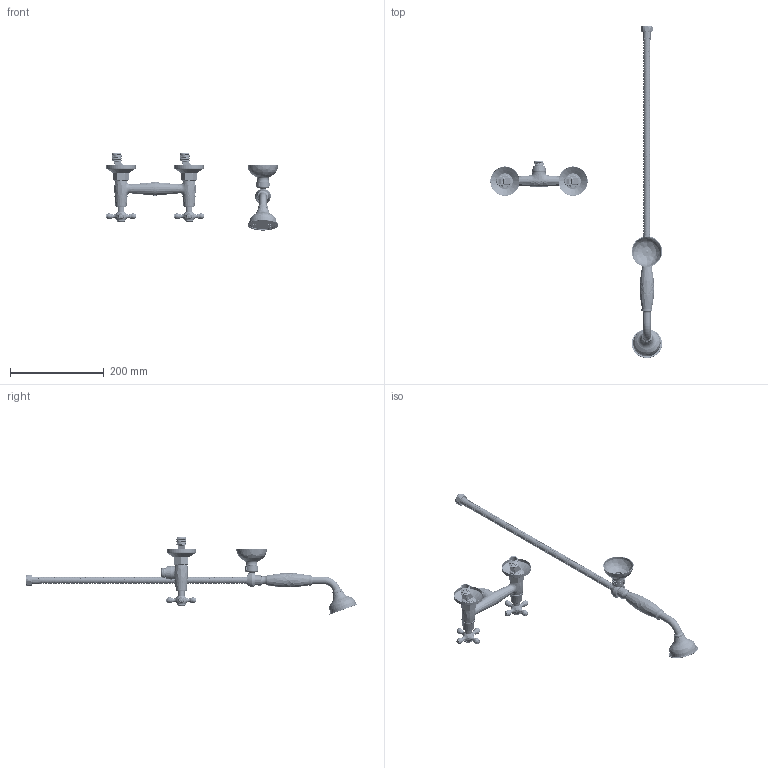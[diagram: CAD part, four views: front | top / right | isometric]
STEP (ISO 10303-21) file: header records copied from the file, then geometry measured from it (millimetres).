
FILE_DESCRIPTION((''),'2;1');
FILE_NAME('SHOWER_MIXER_1L325200CP-FEU12_A_ASM','2020-07-02T',('hzwu'),(''),'CREO PARAMETRIC BY PTC INC, 2015480','CREO PARAMETRIC BY PTC INC, 2015480','');
FILE_SCHEMA(('AUTOMOTIVE_DESIGN { 1 0 10303 214 1 1 1 1 }'));
Products named in the file (44): MSBR-42; MSBR-41; MSBR-40; MSBR-39; MSBR-38; MSBR-37; MSBR-36; MSBR-35; MSBR-34; MSBR-33; MSBR-32; MSBR-31; MSBR-30; MSBR-29; MSBR-28; MSBR-27; MSBR-26; MSBR-25; MSBR-24; MSBR-23; MSBR-22; MSBR-21; MSBR-20; MSBR-19; MSBR-18; MSBR-17; MSBR-16; MSBR-15; MSBR-14; MSBR-13; MSBR-12; MSBR-11; MSBR-10; MSBR-9; MSBR-8; MSBR-7; MSBR-6; MSBR-5; MSBR-4; MSBR-3 ...
Assembly tree (43 placements, depth 2):
  SHOWER_MIXER_1L325200CP-FEU12_A_ASM
    MSBR-42
    MSBR-41
    MSBR-40
    MSBR-39
    MSBR-38
    MSBR-37
    MSBR-36
    MSBR-35
    MSBR-34
    MSBR-33
    MSBR-32
    MSBR-31
    MSBR-30
    MSBR-29
    MSBR-28
    MSBR-27
    MSBR-26
    MSBR-25
    MSBR-24
    MSBR-23
    MSBR-22
    MSBR-21
    MSBR-20
    MSBR-19
    MSBR-18
    MSBR-17
    MSBR-16
    MSBR-15
    MSBR-14
    MSBR-13
    MSBR-12
    MSBR-11
    MSBR-10
    MSBR-9
    MSBR-8
    MSBR-7
    MSBR-6
    MSBR-5
    MSBR-4
    MSBR-3
    MSBR-2
    MSBR-1
    _SHOWER_MIXER_1L325200CP-FEU12_
Bounding box: 367.3 x 707.62 x 164.49 mm (x, y, z)
Volume: 402568.9 mm3; surface area: 209205.2 mm2
Topology: 42 solids, 42 shells, 3736 faces, 9882 edges, 6413 vertices
Faces by surface type: plane 1436, cylinder 1109, bspline 506, torus 274, cone 239, extrusion 129, sphere 39, revolution 4
Entity records: 221619 total; most frequent: CARTESIAN_POINT 119278, ORIENTED_EDGE 19708, DIRECTION 16198, EDGE_CURVE 9854, VERTEX_POINT 6413, AXIS2_PLACEMENT_3D 5722, VECTOR 4750, LINE 4621
